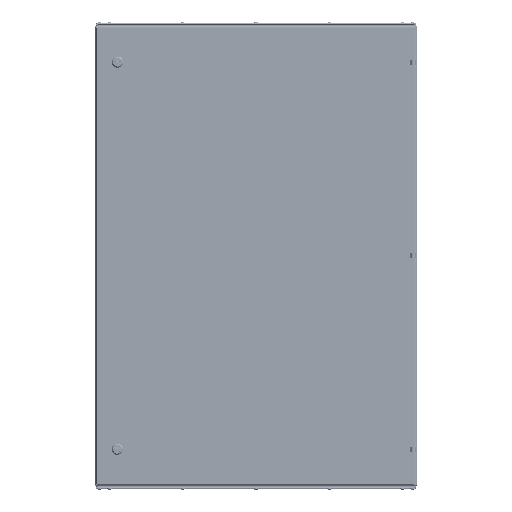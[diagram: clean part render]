
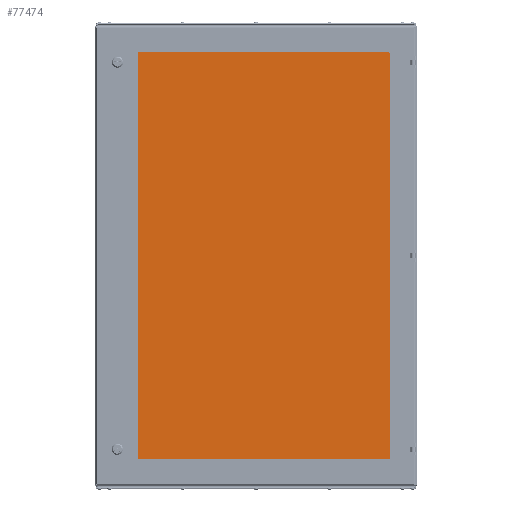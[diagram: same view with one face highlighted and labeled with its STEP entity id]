
A CAD part, top view. The second image highlights one B-rep face of the part: STEP entity #77474.
In plain terms, the highlighted planar face has unit normal (0, 0, 1).
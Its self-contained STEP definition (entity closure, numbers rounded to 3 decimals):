
#2461 = VECTOR ( 'NONE', #38072, 1000. ) ;
#3392 = AXIS2_PLACEMENT_3D ( 'NONE', #57863, #72949, #58346 ) ;
#3513 = CARTESIAN_POINT ( 'NONE',  ( -317.75, -510.5, 4. ) ) ;
#4628 = VERTEX_POINT ( 'NONE', #36724 ) ;
#5248 = VERTEX_POINT ( 'NONE', #60602 ) ;
#7289 = EDGE_CURVE ( 'NONE', #5248, #47284, #25108, .T. ) ;
#9150 = VERTEX_POINT ( 'NONE', #10293 ) ;
#10293 = CARTESIAN_POINT ( 'NONE',  ( 317.75, -520.5, 4. ) ) ;
#11226 = ORIENTED_EDGE ( 'NONE', *, *, #87687, .T. ) ;
#12892 = ORIENTED_EDGE ( 'NONE', *, *, #75625, .T. ) ;
#16479 = ORIENTED_EDGE ( 'NONE', *, *, #76821, .T. ) ;
#17541 = CARTESIAN_POINT ( 'NONE',  ( -327.75, -520.5, 4. ) ) ;
#17604 = CARTESIAN_POINT ( 'NONE',  ( -317.75, 520.5, 4. ) ) ;
#18128 = CARTESIAN_POINT ( 'NONE',  ( -327.75, 520.5, 4. ) ) ;
#18366 = DIRECTION ( 'NONE',  ( 1., 0., 0. ) ) ;
#18465 = DIRECTION ( 'NONE',  ( 0., -1., 0. ) ) ;
#20098 = VERTEX_POINT ( 'NONE', #17604 ) ;
#20189 = FACE_OUTER_BOUND ( 'NONE', #57165, .T. ) ;
#20939 = CARTESIAN_POINT ( 'NONE',  ( 327.75, -520.5, 4. ) ) ;
#21368 = ORIENTED_EDGE ( 'NONE', *, *, #31018, .T. ) ;
#21956 = DIRECTION ( 'NONE',  ( 0., 0., 1. ) ) ;
#25108 = LINE ( 'NONE', #17541, #67794 ) ;
#25730 = DIRECTION ( 'NONE',  ( 0., 0., 1. ) ) ;
#26125 = CIRCLE ( 'NONE', #69810, 10. ) ;
#28132 = CARTESIAN_POINT ( 'NONE',  ( -317.75, 510.5, 4. ) ) ;
#29619 = EDGE_CURVE ( 'NONE', #47284, #67566, #37428, .T. ) ;
#31018 = EDGE_CURVE ( 'NONE', #43059, #4628, #70540, .T. ) ;
#31401 = AXIS2_PLACEMENT_3D ( 'NONE', #3513, #25730, #69629 ) ;
#36724 = CARTESIAN_POINT ( 'NONE',  ( 327.75, 510.5, 4. ) ) ;
#37428 = CIRCLE ( 'NONE', #31401, 10. ) ;
#38072 = DIRECTION ( 'NONE',  ( -1., 0., 0. ) ) ;
#39443 = ORIENTED_EDGE ( 'NONE', *, *, #29619, .T. ) ;
#43059 = VERTEX_POINT ( 'NONE', #81921 ) ;
#44569 = CARTESIAN_POINT ( 'NONE',  ( 317.75, 520.5, 4. ) ) ;
#47284 = VERTEX_POINT ( 'NONE', #90530 ) ;
#47583 = EDGE_CURVE ( 'NONE', #52876, #20098, #82850, .T. ) ;
#51865 = AXIS2_PLACEMENT_3D ( 'NONE', #71686, #63204, #92953 ) ;
#52876 = VERTEX_POINT ( 'NONE', #44569 ) ;
#55062 = DIRECTION ( 'NONE',  ( 0., 0., 1. ) ) ;
#57165 = EDGE_LOOP ( 'NONE', ( #61586, #16479, #21368, #12892, #59466, #11226, #57546, #39443 ) ) ;
#57546 = ORIENTED_EDGE ( 'NONE', *, *, #7289, .T. ) ;
#57863 = CARTESIAN_POINT ( 'NONE',  ( 317.75, 510.5, 4. ) ) ;
#58346 = DIRECTION ( 'NONE',  ( -1., 0., 0. ) ) ;
#58613 = CIRCLE ( 'NONE', #67656, 10. ) ;
#59466 = ORIENTED_EDGE ( 'NONE', *, *, #47583, .T. ) ;
#60602 = CARTESIAN_POINT ( 'NONE',  ( -327.75, 510.5, 4. ) ) ;
#61586 = ORIENTED_EDGE ( 'NONE', *, *, #88967, .T. ) ;
#63204 = DIRECTION ( 'NONE',  ( 0., 0., -1. ) ) ;
#65565 = VECTOR ( 'NONE', #69589, 1000. ) ;
#66812 = CIRCLE ( 'NONE', #3392, 10. ) ;
#67374 = DIRECTION ( 'NONE',  ( -1., 0., 0. ) ) ;
#67566 = VERTEX_POINT ( 'NONE', #83425 ) ;
#67656 = AXIS2_PLACEMENT_3D ( 'NONE', #28132, #21956, #71554 ) ;
#67794 = VECTOR ( 'NONE', #18465, 1000. ) ;
#69589 = DIRECTION ( 'NONE',  ( 0., 1., 0. ) ) ;
#69629 = DIRECTION ( 'NONE',  ( -1., 0., 0. ) ) ;
#69810 = AXIS2_PLACEMENT_3D ( 'NONE', #81991, #55062, #67374 ) ;
#70262 = PLANE ( 'NONE',  #51865 ) ;
#70540 = LINE ( 'NONE', #20939, #65565 ) ;
#71554 = DIRECTION ( 'NONE',  ( -1., 0., 0. ) ) ;
#71686 = CARTESIAN_POINT ( 'NONE',  ( 0., 0., 4. ) ) ;
#72949 = DIRECTION ( 'NONE',  ( 0., 0., 1. ) ) ;
#75253 = VECTOR ( 'NONE', #18366, 1000. ) ;
#75625 = EDGE_CURVE ( 'NONE', #4628, #52876, #66812, .T. ) ;
#76821 = EDGE_CURVE ( 'NONE', #9150, #43059, #26125, .T. ) ;
#77474 = ADVANCED_FACE ( 'NONE', ( #20189 ), #70262, .F. ) ;
#81921 = CARTESIAN_POINT ( 'NONE',  ( 327.75, -510.5, 4. ) ) ;
#81991 = CARTESIAN_POINT ( 'NONE',  ( 317.75, -510.5, 4. ) ) ;
#82156 = LINE ( 'NONE', #83557, #75253 ) ;
#82850 = LINE ( 'NONE', #18128, #2461 ) ;
#83425 = CARTESIAN_POINT ( 'NONE',  ( -317.75, -520.5, 4. ) ) ;
#83557 = CARTESIAN_POINT ( 'NONE',  ( -327.75, -520.5, 4. ) ) ;
#87687 = EDGE_CURVE ( 'NONE', #20098, #5248, #58613, .T. ) ;
#88967 = EDGE_CURVE ( 'NONE', #67566, #9150, #82156, .T. ) ;
#90530 = CARTESIAN_POINT ( 'NONE',  ( -327.75, -510.5, 4. ) ) ;
#92953 = DIRECTION ( 'NONE',  ( -1., 0., 0. ) ) ;
